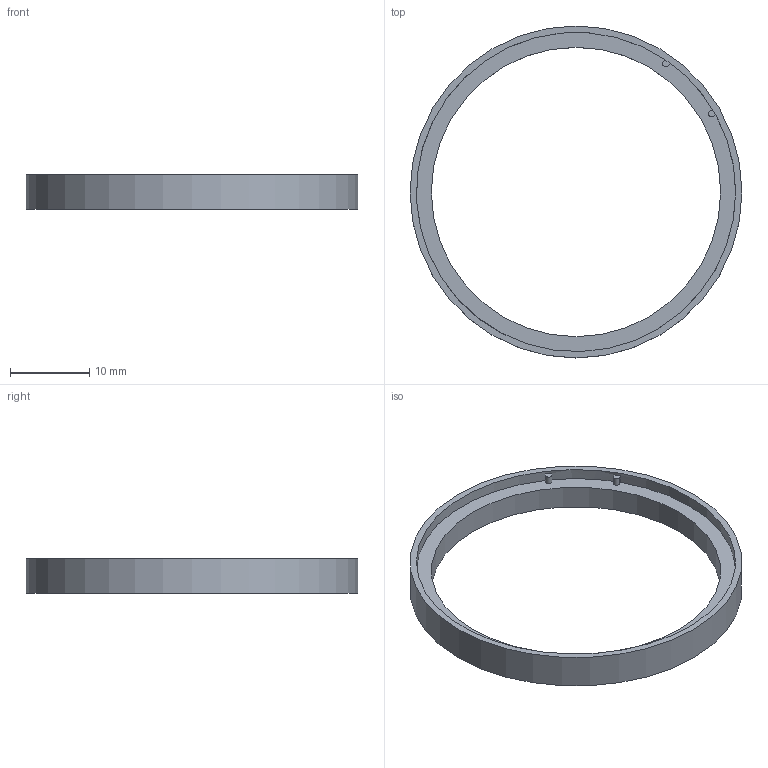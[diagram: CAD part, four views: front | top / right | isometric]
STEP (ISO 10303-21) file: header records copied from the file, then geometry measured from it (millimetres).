
FILE_DESCRIPTION(/* description */ ('STEP AP242','CAx-IF Rec.Pracs.---Representation and Presentation of Product Manufacturing Information (PMI)---4.0---2014-10-13','CAx-IF Rec.Pracs.---3D Tessellated Geometry---0.4---2014-09-14','2;1'),/* implementation_level */ '2;1');
FILE_NAME(/* name */ '655900769b380560ca5c388c',/* time_stamp */ '2023-11-18T18:20:38Z',/* author */ (''),/* organization */ (''),/* preprocessor_version */ 'ST-DEVELOPER v19.4',/* originating_system */ ' ',/* authorisation */ ' ');
FILE_SCHEMA (('AP242_MANAGED_MODEL_BASED_3D_ENGINEERING_MIM_LF { 1 0 10303 442 1 1 4 }'));
Length unit declared in the file: metre
Products named in the file (1): Cirque trackpad
Bounding box: 42 x 42 x 4.4 mm (x, y, z)
Volume: 1146.1 mm3; surface area: 1772.3 mm2
Topology: 1 solids, 1 shells, 14 faces, 33 edges, 22 vertices
Faces by surface type: plane 9, cylinder 5
Full cylindrical faces by diameter (mm): 36.6 x1, 40.4 x1, 42 x1
Entity records: 412 total; most frequent: DIRECTION 72, CARTESIAN_POINT 65, ORIENTED_EDGE 58, EDGE_CURVE 29, AXIS2_PLACEMENT_3D 28, VERTEX_POINT 21, EDGE_LOOP 20, FACE_BOUND 20
